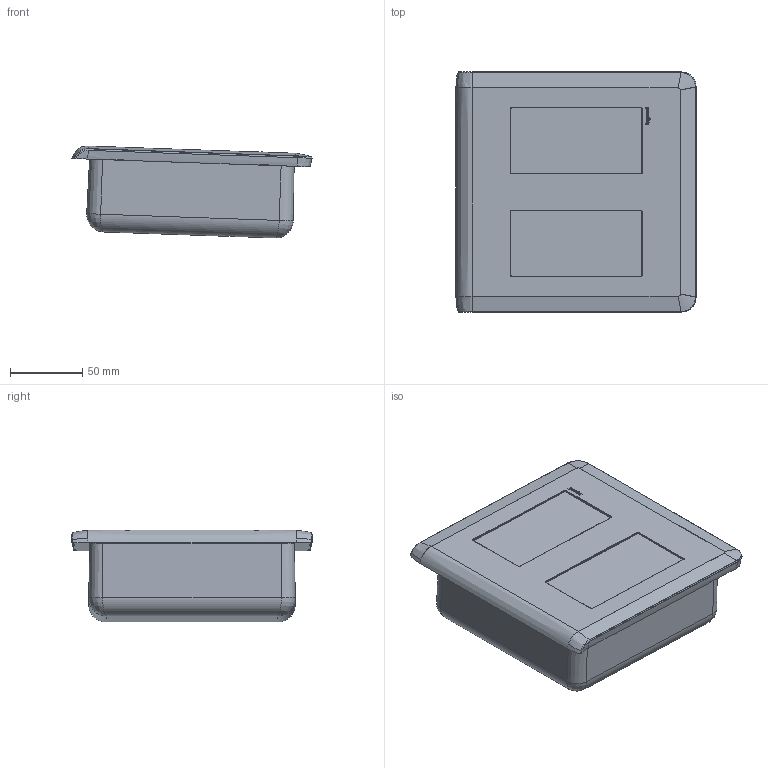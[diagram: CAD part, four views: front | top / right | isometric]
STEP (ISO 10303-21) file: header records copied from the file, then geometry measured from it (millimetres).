
FILE_DESCRIPTION(('CATIA V5 STEP Exchange','CAx-IF Rec.Pracs.--- Model Styling and Organization---1.5--- 2016-08-15','CAx-IF Rec.Pracs.---Supplemental Geometry---1.0---2011-11-01','CAx-IF Rec.Pracs.--- Composite Materials ---1.1---2010-07-15'),'2;1');
FILE_NAME('078872L _AllCATPart.stp','2025-01-14T08:16:12+00:00',('none'),('none'),'CATIA Version 5-6 Release 2020 SP3','CATIA V5 STEP AP214 v2','none');
FILE_SCHEMA(('AUTOMOTIVE_DESIGN { 1 0 10303 214 1 1 1 1 }'));
Length unit declared in the file: millimetre
Products named in the file (1): 078872L _AllCATPart
Bounding box: 166.01 x 166 x 63.57 mm (x, y, z)
Volume: 1218346 mm3; surface area: 84544.1 mm2
Topology: 1 solids, 1 shells, 261 faces, 665 edges, 418 vertices
Faces by surface type: plane 104, bspline 81, cylinder 67, extrusion 5, cone 4
Entity records: 12664 total; most frequent: CARTESIAN_POINT 7333, ORIENTED_EDGE 1322, DIRECTION 664, EDGE_CURVE 661, VERTEX_POINT 418, VECTOR 306, LINE 301, B_SPLINE_CURVE_WITH_KNOTS 287
